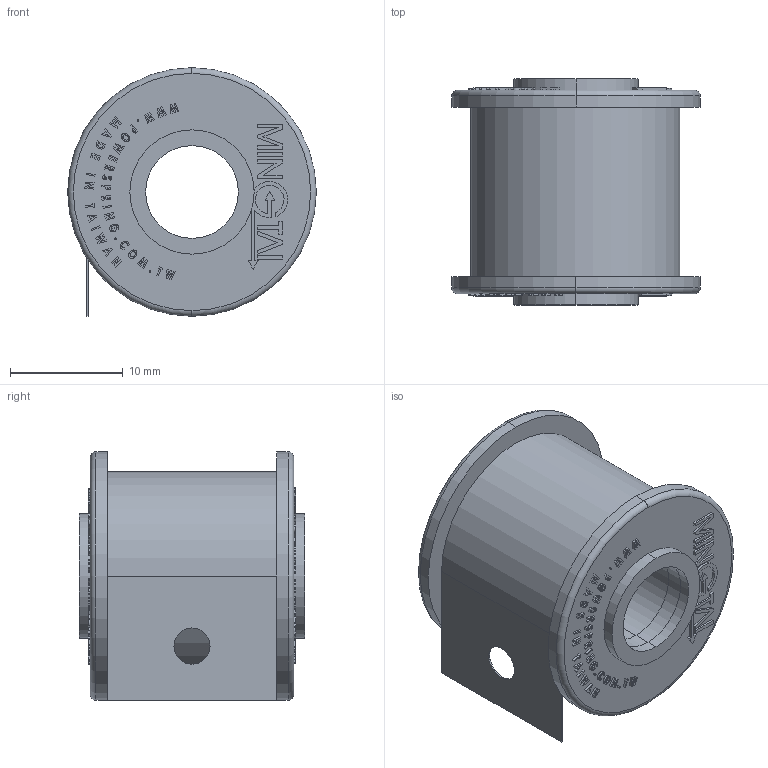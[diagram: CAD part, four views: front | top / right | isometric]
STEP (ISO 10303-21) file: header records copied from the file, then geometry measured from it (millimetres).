
FILE_DESCRIPTION (( 'STEP AP203' ), '1' );
FILE_NAME ('CP00500610.STEP', '2020-11-25T05:17:15', ( '' ), ( '' ), 'SwSTEP 2.0', 'SolidWorks 2020', '' );
FILE_SCHEMA (( 'CONFIG_CONTROL_DESIGN' ));
Length unit declared in the file: millimetre
Products named in the file (3): CP00500610; CP00500610_Spring; 15mm(OD22)_10mm(OD17)
Assembly tree (3 placements, depth 2):
  CP00500610
    CP00500610_Spring
    15mm(OD22)_10mm(OD17)  x2
Bounding box: 22 x 20 x 22 mm (x, y, z)
Volume: 3832.7 mm3; surface area: 24306.3 mm2
Topology: 75 solids, 75 shells, 1130 faces, 2882 edges, 1916 vertices
Faces by surface type: plane 826, bspline 174, cylinder 114, torus 12, cone 4
Entity records: 23126 total; most frequent: CARTESIAN_POINT 8342, ORIENTED_EDGE 3134, DIRECTION 2655, EDGE_CURVE 1567, LINE 1185, VECTOR 1185, VERTEX_POINT 1042, AXIS2_PLACEMENT_3D 735
